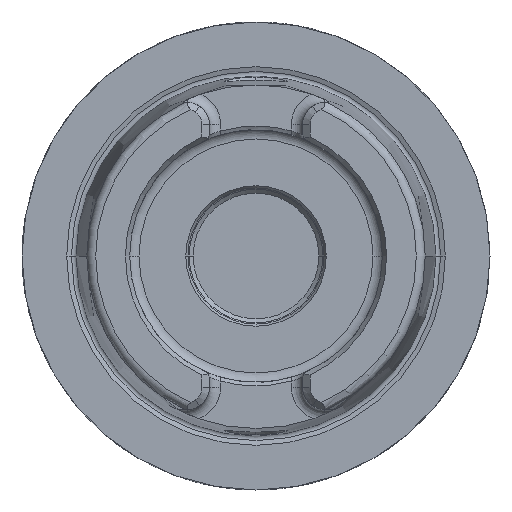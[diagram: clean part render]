
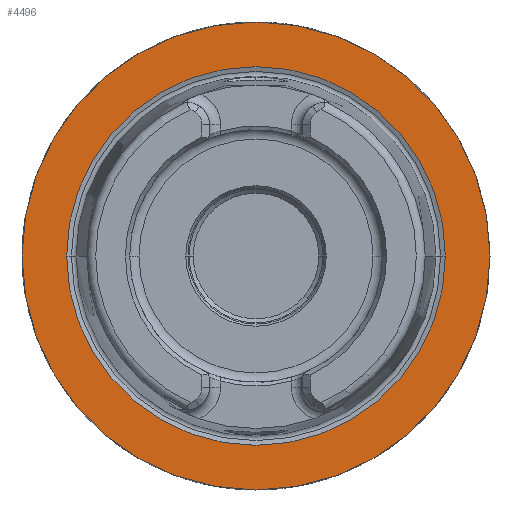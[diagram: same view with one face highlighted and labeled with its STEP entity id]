
A CAD part, left-side view. The second image highlights one B-rep face of the part: STEP entity #4496.
In plain terms, the highlighted planar face has unit normal (-1, 0, 0).
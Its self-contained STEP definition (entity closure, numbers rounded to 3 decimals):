
#1068=CARTESIAN_POINT('',(0.,0.,0.));
#1069=DIRECTION('',(1.,0.,0.));
#1070=DIRECTION('',(0.,1.,0.));
#1071=AXIS2_PLACEMENT_3D('',#1068,#1069,#1070);
#1073=CARTESIAN_POINT('',(0.,0.,0.));
#1074=DIRECTION('',(-1.,0.,0.));
#1075=DIRECTION('',(0.,1.,0.));
#1076=AXIS2_PLACEMENT_3D('',#1073,#1074,#1075);
#1078=CARTESIAN_POINT('',(0.,0.,0.));
#1079=DIRECTION('',(-1.,0.,0.));
#1080=DIRECTION('',(0.,-1.,0.));
#1081=AXIS2_PLACEMENT_3D('',#1078,#1079,#1080);
#1083=CARTESIAN_POINT('',(0.,0.,0.));
#1084=DIRECTION('',(-1.,0.,0.));
#1085=DIRECTION('',(0.,1.,0.));
#1086=AXIS2_PLACEMENT_3D('',#1083,#1084,#1085);
#2753=CARTESIAN_POINT('',(0.,31.5,0.));
#2754=CARTESIAN_POINT('',(0.,-31.5,0.));
#2755=VERTEX_POINT('',#2753);
#2756=VERTEX_POINT('',#2754);
#2781=CARTESIAN_POINT('',(0.,-25.49,0.));
#2782=VERTEX_POINT('',#2781);
#2783=CARTESIAN_POINT('',(0.,25.49,0.));
#2784=VERTEX_POINT('',#2783);
#4481=CARTESIAN_POINT('',(0.,0.,0.));
#4482=DIRECTION('',(1.,0.,0.));
#4483=DIRECTION('',(0.,-1.,0.));
#4484=AXIS2_PLACEMENT_3D('',#4481,#4482,#4483);
#4485=PLANE('',#4484);
#4487=ORIENTED_EDGE('',*,*,#4486,.T.);
#4489=ORIENTED_EDGE('',*,*,#4488,.F.);
#4490=EDGE_LOOP('',(#4487,#4489));
#4491=FACE_OUTER_BOUND('',#4490,.F.);
#4492=ORIENTED_EDGE('',*,*,#4476,.T.);
#4493=ORIENTED_EDGE('',*,*,#4460,.T.);
#4494=EDGE_LOOP('',(#4492,#4493));
#4495=FACE_BOUND('',#4494,.F.);
#4496=ADVANCED_FACE('',(#4491,#4495),#4485,.F.);
#1072=CIRCLE('',#1071,31.5);
#1077=CIRCLE('',#1076,31.5);
#1082=CIRCLE('',#1081,25.49);
#1087=CIRCLE('',#1086,25.49);
#4460=EDGE_CURVE('',#2784,#2782,#1087,.T.);
#4476=EDGE_CURVE('',#2782,#2784,#1082,.T.);
#4486=EDGE_CURVE('',#2755,#2756,#1072,.T.);
#4488=EDGE_CURVE('',#2755,#2756,#1077,.T.);
